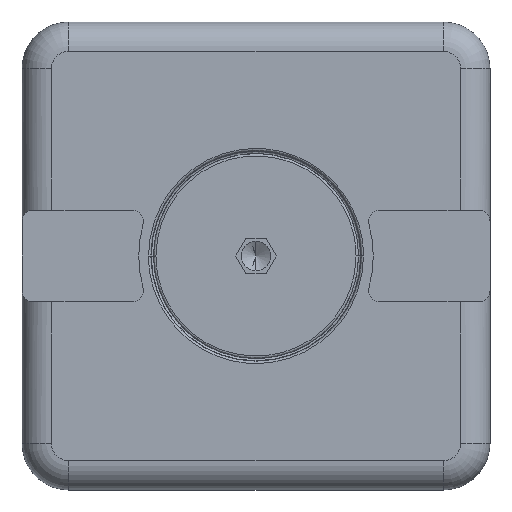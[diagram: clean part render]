
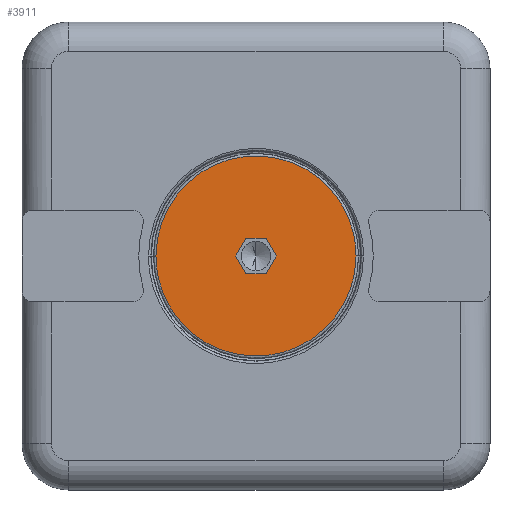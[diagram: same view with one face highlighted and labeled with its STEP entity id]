
A CAD part, front view. The second image highlights one B-rep face of the part: STEP entity #3911.
In plain terms, the highlighted planar face has unit normal (0, -1, 0).
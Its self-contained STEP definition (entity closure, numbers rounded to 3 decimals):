
#67 = ORIENTED_EDGE ( 'NONE', *, *, #4317, .F. ) ;
#152 = VERTEX_POINT ( 'NONE', #1372 ) ;
#169 = CARTESIAN_POINT ( 'NONE',  ( -8.55, -3.3, 0. ) ) ;
#430 = ORIENTED_EDGE ( 'NONE', *, *, #3524, .T. ) ;
#475 = LINE ( 'NONE', #4476, #5600 ) ;
#545 = LINE ( 'NONE', #2976, #2039 ) ;
#782 = CARTESIAN_POINT ( 'NONE',  ( -8.55, -3.3, 17.1 ) ) ;
#1372 = CARTESIAN_POINT ( 'NONE',  ( -0.866, -3.3, 1.5 ) ) ;
#1396 = VECTOR ( 'NONE', #2225, 1000. ) ;
#1579 = EDGE_LOOP ( 'NONE', ( #430, #3620, #1601, #5148, #3957, #67 ) ) ;
#1593 =( BOUNDED_CURVE ( )  B_SPLINE_CURVE ( 3, ( #5012, #2758, #5472, #2795 ),
 .UNSPECIFIED., .F., .F. ) 
 B_SPLINE_CURVE_WITH_KNOTS ( ( 4, 4 ),
 ( 0., 1. ),
 .UNSPECIFIED. ) 
 CURVE ( )  GEOMETRIC_REPRESENTATION_ITEM ( )  RATIONAL_B_SPLINE_CURVE ( ( 1., 0.333, 0.333, 1. ) ) 
 REPRESENTATION_ITEM ( '' )  );
#1601 = ORIENTED_EDGE ( 'NONE', *, *, #3847, .T. ) ;
#1652 = AXIS2_PLACEMENT_3D ( 'NONE', #4056, #3182, #5407 ) ;
#1785 = ORIENTED_EDGE ( 'NONE', *, *, #3422, .F. ) ;
#1797 = VERTEX_POINT ( 'NONE', #5122 ) ;
#2039 = VECTOR ( 'NONE', #5612, 1000. ) ;
#2071 = ORIENTED_EDGE ( 'NONE', *, *, #3846, .F. ) ;
#2143 = DIRECTION ( 'NONE',  ( 0.5, 0., -0.866 ) ) ;
#2179 = LINE ( 'NONE', #4696, #3208 ) ;
#2225 = DIRECTION ( 'NONE',  ( 0.5, 0., -0.866 ) ) ;
#2299 = VECTOR ( 'NONE', #2143, 1000. ) ;
#2379 = CARTESIAN_POINT ( 'NONE',  ( 0.866, -3.3, 1.5 ) ) ;
#2444 = LINE ( 'NONE', #2379, #3352 ) ;
#2508 = FACE_OUTER_BOUND ( 'NONE', #3895, .T. ) ;
#2583 = CARTESIAN_POINT ( 'NONE',  ( -8.55, -3.3, 0. ) ) ;
#2636 = DIRECTION ( 'NONE',  ( -1., 0., 0. ) ) ;
#2758 = CARTESIAN_POINT ( 'NONE',  ( 8.55, -3.3, -17.1 ) ) ;
#2795 = CARTESIAN_POINT ( 'NONE',  ( -8.55, -3.3, 0. ) ) ;
#2863 = DIRECTION ( 'NONE',  ( 1., 0., 0. ) ) ;
#2928 = FACE_BOUND ( 'NONE', #1579, .T. ) ;
#2976 = CARTESIAN_POINT ( 'NONE',  ( 0.866, -3.3, -1.5 ) ) ;
#3110 = PLANE ( 'NONE',  #1652 ) ;
#3182 = DIRECTION ( 'NONE',  ( 0., 1., 0. ) ) ;
#3208 = VECTOR ( 'NONE', #5053, 1000. ) ;
#3215 =( BOUNDED_CURVE ( )  B_SPLINE_CURVE ( 3, ( #2583, #782, #3985, #4372 ),
 .UNSPECIFIED., .F., .F. ) 
 B_SPLINE_CURVE_WITH_KNOTS ( ( 4, 4 ),
 ( 0., 1. ),
 .UNSPECIFIED. ) 
 CURVE ( )  GEOMETRIC_REPRESENTATION_ITEM ( )  RATIONAL_B_SPLINE_CURVE ( ( 1., 0.333, 0.333, 1. ) ) 
 REPRESENTATION_ITEM ( '' )  );
#3352 = VECTOR ( 'NONE', #2863, 1000. ) ;
#3374 = CARTESIAN_POINT ( 'NONE',  ( 0.866, -3.3, 1.5 ) ) ;
#3422 = EDGE_CURVE ( 'NONE', #3736, #4278, #1593, .T. ) ;
#3524 = EDGE_CURVE ( 'NONE', #4841, #152, #2179, .T. ) ;
#3540 = EDGE_CURVE ( 'NONE', #3826, #1797, #545, .T. ) ;
#3620 = ORIENTED_EDGE ( 'NONE', *, *, #4001, .T. ) ;
#3736 = VERTEX_POINT ( 'NONE', #5235 ) ;
#3826 = VERTEX_POINT ( 'NONE', #5794 ) ;
#3846 = EDGE_CURVE ( 'NONE', #4278, #3736, #3215, .T. ) ;
#3847 = EDGE_CURVE ( 'NONE', #4705, #3826, #5749, .T. ) ;
#3895 = EDGE_LOOP ( 'NONE', ( #2071, #1785 ) ) ;
#3911 = ADVANCED_FACE ( 'NONE', ( #2928, #2508 ), #3110, .F. ) ;
#3957 = ORIENTED_EDGE ( 'NONE', *, *, #4440, .T. ) ;
#3985 = CARTESIAN_POINT ( 'NONE',  ( 8.55, -3.3, 17.1 ) ) ;
#4001 = EDGE_CURVE ( 'NONE', #152, #4705, #2444, .T. ) ;
#4056 = CARTESIAN_POINT ( 'NONE',  ( 0., -3.3, 0. ) ) ;
#4236 = CARTESIAN_POINT ( 'NONE',  ( -0.866, -3.3, -1.5 ) ) ;
#4278 = VERTEX_POINT ( 'NONE', #169 ) ;
#4317 = EDGE_CURVE ( 'NONE', #4841, #4969, #4400, .T. ) ;
#4372 = CARTESIAN_POINT ( 'NONE',  ( 8.55, -3.3, 0. ) ) ;
#4400 = LINE ( 'NONE', #5230, #2299 ) ;
#4440 = EDGE_CURVE ( 'NONE', #1797, #4969, #475, .T. ) ;
#4476 = CARTESIAN_POINT ( 'NONE',  ( -0.866, -3.3, -1.5 ) ) ;
#4696 = CARTESIAN_POINT ( 'NONE',  ( -0.866, -3.3, 1.5 ) ) ;
#4705 = VERTEX_POINT ( 'NONE', #3374 ) ;
#4841 = VERTEX_POINT ( 'NONE', #5833 ) ;
#4955 = CARTESIAN_POINT ( 'NONE',  ( 1.732, -3.3, 0. ) ) ;
#4969 = VERTEX_POINT ( 'NONE', #4236 ) ;
#5012 = CARTESIAN_POINT ( 'NONE',  ( 8.55, -3.3, 0. ) ) ;
#5053 = DIRECTION ( 'NONE',  ( 0.5, 0., 0.866 ) ) ;
#5122 = CARTESIAN_POINT ( 'NONE',  ( 0.866, -3.3, -1.5 ) ) ;
#5148 = ORIENTED_EDGE ( 'NONE', *, *, #3540, .T. ) ;
#5230 = CARTESIAN_POINT ( 'NONE',  ( -1.732, -3.3, 0. ) ) ;
#5235 = CARTESIAN_POINT ( 'NONE',  ( 8.55, -3.3, 0. ) ) ;
#5407 = DIRECTION ( 'NONE',  ( 0., 0., 1. ) ) ;
#5472 = CARTESIAN_POINT ( 'NONE',  ( -8.55, -3.3, -17.1 ) ) ;
#5600 = VECTOR ( 'NONE', #2636, 1000. ) ;
#5612 = DIRECTION ( 'NONE',  ( -0.5, 0., -0.866 ) ) ;
#5749 = LINE ( 'NONE', #4955, #1396 ) ;
#5794 = CARTESIAN_POINT ( 'NONE',  ( 1.732, -3.3, 0. ) ) ;
#5833 = CARTESIAN_POINT ( 'NONE',  ( -1.732, -3.3, 0. ) ) ;
